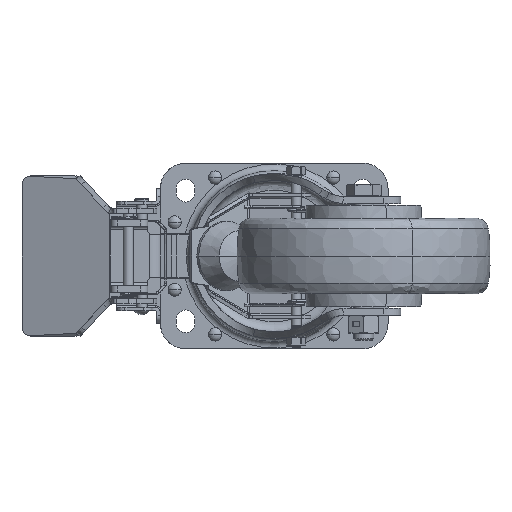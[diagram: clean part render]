
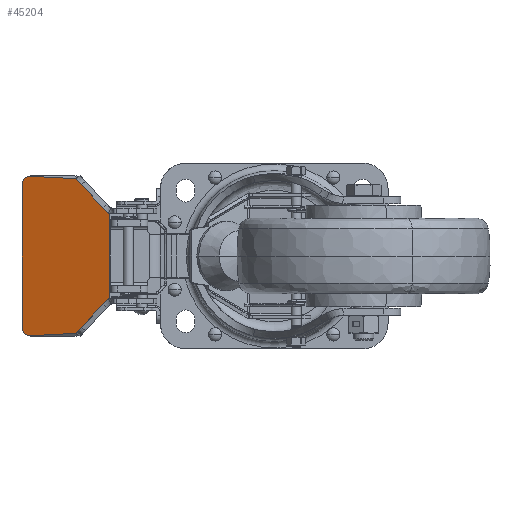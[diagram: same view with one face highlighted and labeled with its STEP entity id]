
A CAD part, front view. The second image highlights one B-rep face of the part: STEP entity #45204.
In plain terms, the highlighted planar face has unit normal (-0.342, -0.94, 0).
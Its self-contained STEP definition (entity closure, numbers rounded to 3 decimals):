
#586 = DIRECTION ( 'NONE',  ( 0., 0., -1. ) ) ;
#678 = CARTESIAN_POINT ( 'NONE',  ( -144.601, 11.433, -47.246 ) ) ;
#951 = CARTESIAN_POINT ( 'NONE',  ( -144.921, 11.549, -47.262 ) ) ;
#2025 = CARTESIAN_POINT ( 'NONE',  ( -147.597, 12.523, -46.301 ) ) ;
#2174 = EDGE_CURVE ( 'NONE', #7453, #15815, #11185, .T. ) ;
#2673 = CARTESIAN_POINT ( 'NONE',  ( -145.871, 11.895, -47.138 ) ) ;
#2734 = EDGE_CURVE ( 'NONE', #44906, #4912, #29779, .T. ) ;
#3009 = CARTESIAN_POINT ( 'NONE',  ( -146.179, 12.007, -47.051 ) ) ;
#3447 = CARTESIAN_POINT ( 'NONE',  ( -146.623, 12.169, -46.874 ) ) ;
#4912 = VERTEX_POINT ( 'NONE', #14555 ) ;
#5515 = CARTESIAN_POINT ( 'NONE',  ( -147.846, 12.614, -46.093 ) ) ;
#6394 = ORIENTED_EDGE ( 'NONE', *, *, #20455, .T. ) ;
#7398 = VECTOR ( 'NONE', #586, 1000. ) ;
#7453 = VERTEX_POINT ( 'NONE', #13618 ) ;
#7785 = ORIENTED_EDGE ( 'NONE', *, *, #2734, .F. ) ;
#8344 = ORIENTED_EDGE ( 'NONE', *, *, #20584, .T. ) ;
#8537 = CARTESIAN_POINT ( 'NONE',  ( -117.66, 1.627, -45.856 ) ) ;
#8701 = DIRECTION ( 'NONE',  ( 0.664, -0.242, 0.707 ) ) ;
#8805 = AXIS2_PLACEMENT_3D ( 'NONE', #36880, #36864, #36829 ) ;
#9128 = CARTESIAN_POINT ( 'NONE',  ( -97.529, -5.7, -25.25 ) ) ;
#10286 = CARTESIAN_POINT ( 'NONE',  ( -144.921, 11.549, 47.262 ) ) ;
#10648 = CARTESIAN_POINT ( 'NONE',  ( -98.298, -5.42, -25.25 ) ) ;
#10953 = CARTESIAN_POINT ( 'NONE',  ( -145.237, 11.664, 47.244 ) ) ;
#11065 = CARTESIAN_POINT ( 'NONE',  ( -144.601, 11.433, 47.246 ) ) ;
#11185 = LINE ( 'NONE', #17152, #48268 ) ;
#11615 = CARTESIAN_POINT ( 'NONE',  ( -145.703, 11.834, 47.167 ) ) ;
#11718 = CARTESIAN_POINT ( 'NONE',  ( -145.858, 11.89, 47.132 ) ) ;
#11966 = CARTESIAN_POINT ( 'NONE',  ( -147.053, 12.325, -46.656 ) ) ;
#12055 = CARTESIAN_POINT ( 'NONE',  ( -146.318, 12.058, 46.996 ) ) ;
#12078 = DIRECTION ( 'NONE',  ( 0.94, -0.342, 0. ) ) ;
#12093 = LINE ( 'NONE', #26596, #20855 ) ;
#12161 = CARTESIAN_POINT ( 'NONE',  ( -146.165, 12.002, 47.047 ) ) ;
#12328 = CARTESIAN_POINT ( 'NONE',  ( -149.526, 13.225, 42.232 ) ) ;
#12487 = CARTESIAN_POINT ( 'NONE',  ( -147.05, 12.324, 46.668 ) ) ;
#12502 = CARTESIAN_POINT ( 'NONE',  ( -146.766, 12.221, 46.817 ) ) ;
#12810 = CARTESIAN_POINT ( 'NONE',  ( -147.586, 12.519, 46.31 ) ) ;
#13123 = CARTESIAN_POINT ( 'NONE',  ( -147.841, 12.612, 46.098 ) ) ;
#13346 = CARTESIAN_POINT ( 'NONE',  ( -148.299, 12.779, 45.632 ) ) ;
#13450 = CARTESIAN_POINT ( 'NONE',  ( -148.504, 12.853, 45.376 ) ) ;
#13618 = CARTESIAN_POINT ( 'NONE',  ( -117.66, 1.627, -45.856 ) ) ;
#13740 = CARTESIAN_POINT ( 'NONE',  ( -148.776, 12.953, 44.958 ) ) ;
#13985 = CARTESIAN_POINT ( 'NONE',  ( -148.861, 12.983, 44.812 ) ) ;
#14203 = CARTESIAN_POINT ( 'NONE',  ( -149.014, 13.039, 44.516 ) ) ;
#14231 = EDGE_CURVE ( 'NONE', #34091, #17722, #24980, .T. ) ;
#14371 = ORIENTED_EDGE ( 'NONE', *, *, #2174, .F. ) ;
#14417 = CARTESIAN_POINT ( 'NONE',  ( -149.084, 13.064, 44.365 ) ) ;
#14528 = CARTESIAN_POINT ( 'NONE',  ( -149.494, 13.214, 42.91 ) ) ;
#14555 = CARTESIAN_POINT ( 'NONE',  ( -98.298, -5.42, 25.25 ) ) ;
#14861 = CARTESIAN_POINT ( 'NONE',  ( -98.298, -5.42, -25.25 ) ) ;
#14960 = CARTESIAN_POINT ( 'NONE',  ( -149.27, 13.132, 43.901 ) ) ;
#15163 = CARTESIAN_POINT ( 'NONE',  ( -149.366, 13.167, 43.576 ) ) ;
#15383 = CARTESIAN_POINT ( 'NONE',  ( -149.526, 13.225, 42.232 ) ) ;
#15494 = CARTESIAN_POINT ( 'NONE',  ( -149.526, 13.225, 42.573 ) ) ;
#15815 = VERTEX_POINT ( 'NONE', #29173 ) ;
#17142 = DIRECTION ( 'NONE',  ( -0.939, 0.342, -0.048 ) ) ;
#17152 = CARTESIAN_POINT ( 'NONE',  ( -117.66, 1.627, -45.856 ) ) ;
#17722 = VERTEX_POINT ( 'NONE', #23629 ) ;
#19299 = ORIENTED_EDGE ( 'NONE', *, *, #32050, .T. ) ;
#20455 = EDGE_CURVE ( 'NONE', #34540, #15815, #44134, .T. ) ;
#20584 = EDGE_CURVE ( 'NONE', #20694, #22799, #43494, .T. ) ;
#20694 = VERTEX_POINT ( 'NONE', #14861 ) ;
#20715 = CARTESIAN_POINT ( 'NONE',  ( -149.526, 13.225, -42.232 ) ) ;
#20855 = VECTOR ( 'NONE', #26493, 1000. ) ;
#20947 = ORIENTED_EDGE ( 'NONE', *, *, #24472, .F. ) ;
#21470 = EDGE_CURVE ( 'NONE', #4912, #21618, #12093, .T. ) ;
#21618 = VERTEX_POINT ( 'NONE', #24001 ) ;
#22249 = CARTESIAN_POINT ( 'NONE',  ( -147.193, 12.376, -46.572 ) ) ;
#22680 = ORIENTED_EDGE ( 'NONE', *, *, #23289, .T. ) ;
#22749 = CARTESIAN_POINT ( 'NONE',  ( -149.494, 13.214, -42.907 ) ) ;
#22799 = VERTEX_POINT ( 'NONE', #9128 ) ;
#23289 = EDGE_CURVE ( 'NONE', #44906, #34091, #31955, .T. ) ;
#23629 = CARTESIAN_POINT ( 'NONE',  ( -149.526, 13.225, 42.232 ) ) ;
#23915 = CARTESIAN_POINT ( 'NONE',  ( -149.4, 13.179, -43.4 ) ) ;
#23939 = VECTOR ( 'NONE', #12078, 1000. ) ;
#24001 = CARTESIAN_POINT ( 'NONE',  ( -97.529, -5.7, 25.25 ) ) ;
#24472 = EDGE_CURVE ( 'NONE', #21618, #22799, #47318, .T. ) ;
#24980 = B_SPLINE_CURVE_WITH_KNOTS ( 'NONE', 3,
 ( #11065, #10286, #10953, #11615, #11718, #12161, #12055, #12502, #12487, #12810, #13123, #13346, #13450, #13740, #13985, #14203, #14417, #14960, #15163, #14528, #15494, #15383 ),
 .UNSPECIFIED., .F., .F.,
 ( 4, 2, 2, 2, 2, 2, 2, 2, 2, 2, 4 ),
 ( 0., 0.001, 0.002, 0.002, 0.003, 0.004, 0.005, 0.006, 0.006, 0.007, 0.008 ),
 .UNSPECIFIED. ) ;
#25971 = CARTESIAN_POINT ( 'NONE',  ( -149.361, 13.165, -43.563 ) ) ;
#26493 = DIRECTION ( 'NONE',  ( 0.94, -0.342, 0. ) ) ;
#26596 = CARTESIAN_POINT ( 'NONE',  ( -98.298, -5.42, 25.25 ) ) ;
#27983 = CARTESIAN_POINT ( 'NONE',  ( -144.601, 11.433, 47.246 ) ) ;
#29006 = DIRECTION ( 'NONE',  ( -0.939, 0.342, 0.048 ) ) ;
#29044 = ORIENTED_EDGE ( 'NONE', *, *, #14231, .T. ) ;
#29173 = CARTESIAN_POINT ( 'NONE',  ( -144.601, 11.433, -47.246 ) ) ;
#29222 = VECTOR ( 'NONE', #38964, 1000. ) ;
#29541 = CARTESIAN_POINT ( 'NONE',  ( -117.66, 1.627, 45.856 ) ) ;
#29779 = LINE ( 'NONE', #42652, #29222 ) ;
#29997 = CARTESIAN_POINT ( 'NONE',  ( -146.768, 12.222, -46.807 ) ) ;
#31955 = LINE ( 'NONE', #29541, #45203 ) ;
#32050 = EDGE_CURVE ( 'NONE', #17722, #34540, #46863, .T. ) ;
#34091 = VERTEX_POINT ( 'NONE', #27983 ) ;
#34189 = EDGE_LOOP ( 'NONE', ( #14371, #47212, #8344, #20947, #40416, #7785, #22680, #29044, #19299, #6394 ) ) ;
#34540 = VERTEX_POINT ( 'NONE', #20715 ) ;
#36023 = CARTESIAN_POINT ( 'NONE',  ( -148.513, 12.857, -45.364 ) ) ;
#36351 = CARTESIAN_POINT ( 'NONE',  ( -148.872, 12.987, -44.809 ) ) ;
#36378 = VECTOR ( 'NONE', #41444, 1000. ) ;
#36514 = CARTESIAN_POINT ( 'NONE',  ( -149.526, 13.225, -42.573 ) ) ;
#36579 = CARTESIAN_POINT ( 'NONE',  ( -149.024, 13.043, -44.514 ) ) ;
#36829 = DIRECTION ( 'NONE',  ( -0.94, 0.342, 0. ) ) ;
#36864 = DIRECTION ( 'NONE',  ( -0.342, -0.94, 0. ) ) ;
#36880 = CARTESIAN_POINT ( 'NONE',  ( -98.026, -5.519, 47.5 ) ) ;
#37142 = CARTESIAN_POINT ( 'NONE',  ( -149.211, 13.111, -44.046 ) ) ;
#37534 = CARTESIAN_POINT ( 'NONE',  ( -149.267, 13.131, -43.885 ) ) ;
#37869 = LINE ( 'NONE', #8537, #46506 ) ;
#38964 = DIRECTION ( 'NONE',  ( 0.664, -0.242, -0.707 ) ) ;
#40206 = CARTESIAN_POINT ( 'NONE',  ( -149.526, 13.225, -42.232 ) ) ;
#40416 = ORIENTED_EDGE ( 'NONE', *, *, #21470, .F. ) ;
#41444 = DIRECTION ( 'NONE',  ( 0., 0., -1. ) ) ;
#41457 = PLANE ( 'NONE',  #8805 ) ;
#42451 = CARTESIAN_POINT ( 'NONE',  ( -97.529, -5.7, 25.25 ) ) ;
#42652 = CARTESIAN_POINT ( 'NONE',  ( -117.66, 1.627, 45.856 ) ) ;
#43140 = FACE_OUTER_BOUND ( 'NONE', #34189, .T. ) ;
#43494 = LINE ( 'NONE', #10648, #23939 ) ;
#43677 = CARTESIAN_POINT ( 'NONE',  ( -145.239, 11.665, -47.244 ) ) ;
#44134 = B_SPLINE_CURVE_WITH_KNOTS ( 'NONE', 3,
 ( #40206, #36514, #22749, #23915, #25971, #37534, #37142, #36579, #36351, #36023, #47232, #5515, #2025, #22249, #11966, #29997, #3447, #3009, #2673, #43677, #951, #678 ),
 .UNSPECIFIED., .F., .F.,
 ( 4, 2, 2, 2, 2, 2, 2, 2, 2, 2, 4 ),
 ( 0., 0.001, 0.002, 0.002, 0.003, 0.004, 0.005, 0.006, 0.006, 0.007, 0.008 ),
 .UNSPECIFIED. ) ;
#44906 = VERTEX_POINT ( 'NONE', #47511 ) ;
#45203 = VECTOR ( 'NONE', #29006, 1000. ) ;
#45204 = ADVANCED_FACE ( 'NONE', ( #43140 ), #41457, .T. ) ;
#46424 = EDGE_CURVE ( 'NONE', #7453, #20694, #37869, .T. ) ;
#46506 = VECTOR ( 'NONE', #8701, 1000. ) ;
#46863 = LINE ( 'NONE', #12328, #7398 ) ;
#47212 = ORIENTED_EDGE ( 'NONE', *, *, #46424, .T. ) ;
#47232 = CARTESIAN_POINT ( 'NONE',  ( -148.303, 12.78, -45.626 ) ) ;
#47318 = LINE ( 'NONE', #42451, #36378 ) ;
#47511 = CARTESIAN_POINT ( 'NONE',  ( -117.66, 1.627, 45.856 ) ) ;
#48268 = VECTOR ( 'NONE', #17142, 1000. ) ;
